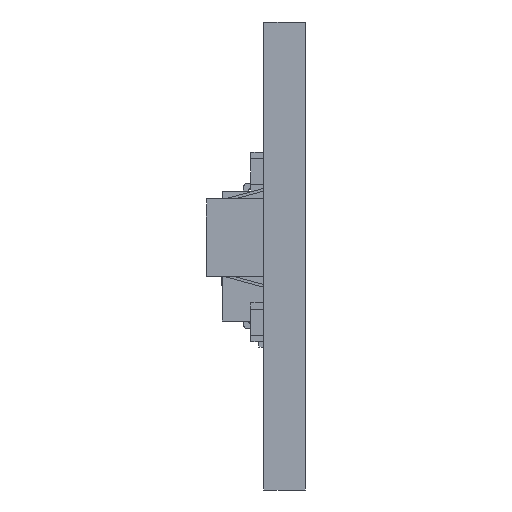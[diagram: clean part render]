
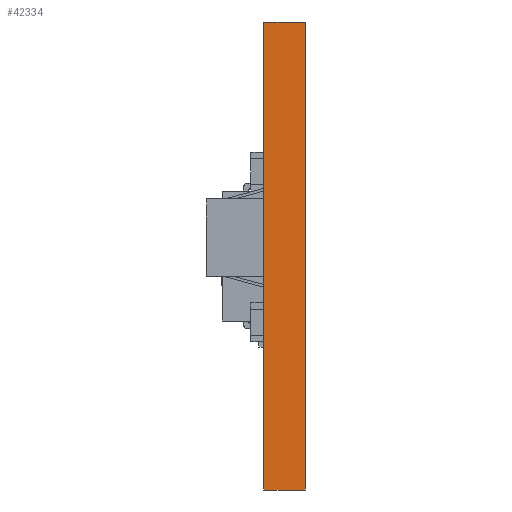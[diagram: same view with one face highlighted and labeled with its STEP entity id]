
A CAD part, left-side view. The second image highlights one B-rep face of the part: STEP entity #42334.
In plain terms, the highlighted planar face has unit normal (-1, 0, 0).
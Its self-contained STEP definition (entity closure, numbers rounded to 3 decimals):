
#2396=PLANE('',#44820);
#4205=FACE_OUTER_BOUND('',#6497,.T.);
#6497=EDGE_LOOP('',(#32698,#32699,#32700,#32701));
#8301=LINE('',#55824,#12802);
#9938=LINE('',#62316,#14439);
#9943=LINE('',#62325,#14444);
#9944=LINE('',#62327,#14445);
#12802=VECTOR('',#46687,10.);
#14439=VECTOR('',#50362,10.);
#14444=VECTOR('',#50371,10.);
#14445=VECTOR('',#50374,10.);
#17782=VERTEX_POINT('',#55822);
#17783=VERTEX_POINT('',#55823);
#19155=VERTEX_POINT('',#62314);
#19157=VERTEX_POINT('',#62323);
#21809=EDGE_CURVE('',#17782,#17783,#8301,.T.);
#24032=EDGE_CURVE('',#19155,#17782,#9938,.T.);
#24037=EDGE_CURVE('',#19157,#17783,#9943,.T.);
#24038=EDGE_CURVE('',#19155,#19157,#9944,.T.);
#32698=ORIENTED_EDGE('',*,*,#24038,.T.);
#32699=ORIENTED_EDGE('',*,*,#24037,.T.);
#32700=ORIENTED_EDGE('',*,*,#21809,.F.);
#32701=ORIENTED_EDGE('',*,*,#24032,.F.);
#42334=ADVANCED_FACE('',(#4205),#2396,.T.);
#44820=AXIS2_PLACEMENT_3D('',#62326,#50372,#50373);
#46687=DIRECTION('',(0.,0.,1.));
#50362=DIRECTION('',(0.,1.,0.));
#50371=DIRECTION('',(0.,1.,0.));
#50372=DIRECTION('center_axis',(-1.,0.,0.));
#50373=DIRECTION('ref_axis',(0.,0.,1.));
#50374=DIRECTION('',(0.,0.,1.));
#55822=CARTESIAN_POINT('',(-10.5,1.6,-9.));
#55823=CARTESIAN_POINT('',(-10.5,1.6,9.));
#55824=CARTESIAN_POINT('',(-10.5,1.6,-9.));
#62314=CARTESIAN_POINT('',(-10.5,0.,-9.));
#62316=CARTESIAN_POINT('',(-10.5,0.,-9.));
#62323=CARTESIAN_POINT('',(-10.5,0.,9.));
#62325=CARTESIAN_POINT('',(-10.5,0.,9.));
#62326=CARTESIAN_POINT('Origin',(-10.5,0.,-9.));
#62327=CARTESIAN_POINT('',(-10.5,0.,-9.));
